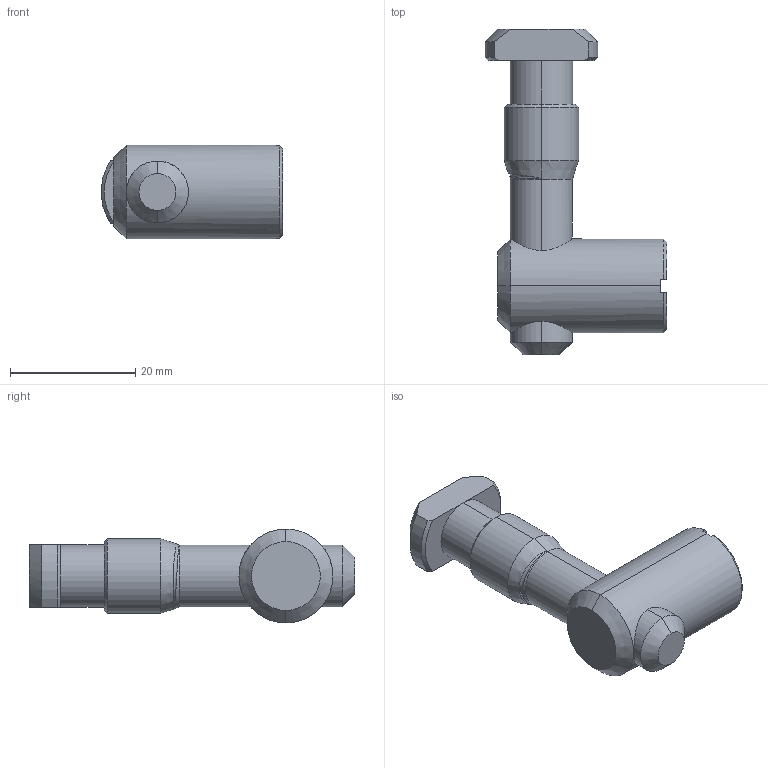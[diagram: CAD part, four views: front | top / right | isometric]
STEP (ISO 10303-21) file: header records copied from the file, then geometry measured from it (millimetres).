
FILE_DESCRIPTION (( 'STEP AP214' ), '1' );
FILE_NAME ('2.04.spsp.STEP', '2025-06-14T18:21:26', ( '' ), ( '' ), 'SwSTEP 2.0', 'SolidWorks 2023', '' );
FILE_SCHEMA (( 'AUTOMOTIVE_DESIGN' ));
Length unit declared in the file: millimetre
Products named in the file (1): 2.04.spsp
Bounding box: 28.97 x 52 x 15 mm (x, y, z)
Surface area: 4362.4 mm2 (no closed solid volume)
Topology: 0 solids, 3 shells, 63 faces, 156 edges, 97 vertices
Faces by surface type: plane 30, cone 18, cylinder 14, bspline 1
Entity records: 3073 total; most frequent: CARTESIAN_POINT 1558, ORIENTED_EDGE 300, DIRECTION 297, EDGE_CURVE 154, AXIS2_PLACEMENT_3D 109, VERTEX_POINT 97, VECTOR 79, LINE 79
